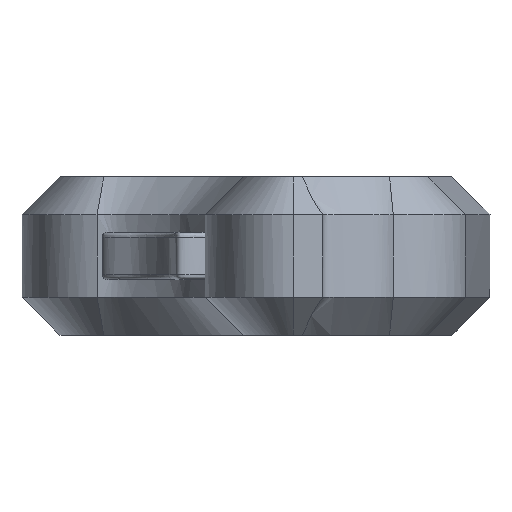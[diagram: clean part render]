
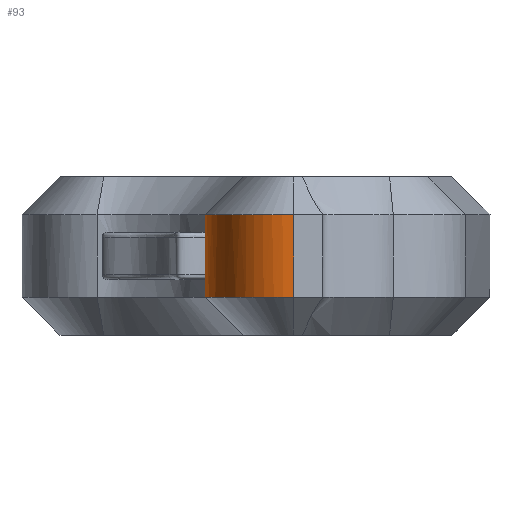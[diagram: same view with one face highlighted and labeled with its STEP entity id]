
A CAD part, front view. The second image highlights one B-rep face of the part: STEP entity #93.
In plain terms, the highlighted free-form (B-spline) face has degree [3, 1] with [5, 2] control points.
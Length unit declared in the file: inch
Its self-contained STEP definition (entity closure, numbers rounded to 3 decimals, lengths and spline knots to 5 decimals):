
#93 = ADVANCED_FACE ( 'NONE', ( #3606 ), #132, .F. ) ;
#132 = B_SPLINE_SURFACE_WITH_KNOTS ( 'NONE', 3, 1, ( 
 ( #5754, #7401 ),
 ( #2372, #2408 ),
 ( #1617, #7437 ),
 ( #10746, #704 ),
 ( #6561, #7301 ) ),
 .UNSPECIFIED., .F., .F., .F.,
 ( 4, 1, 4 ),
 ( 2, 2 ),
 ( 0., 0.68688, 1. ),
 ( 0., 1. ),
 .UNSPECIFIED. ) ;
#139 = CARTESIAN_POINT ( 'NONE',  ( -0.43383, 1.0645, -0.2175 ) ) ;
#248 = B_SPLINE_CURVE_WITH_KNOTS ( 'NONE', 3,
 ( #8342, #3315, #10802, #726, #2549 ),
 .UNSPECIFIED., .F., .F.,
 ( 4, 1, 4 ),
 ( 0., 0.31312, 1. ),
 .UNSPECIFIED. ) ;
#366 = VERTEX_POINT ( 'NONE', #9116 ) ;
#402 = EDGE_CURVE ( 'NONE', #6190, #366, #4244, .T. ) ;
#704 = CARTESIAN_POINT ( 'NONE',  ( -0.19227, 0.00718, -0.2175 ) ) ;
#726 = CARTESIAN_POINT ( 'NONE',  ( -0.43383, 1.0645, 0.2175 ) ) ;
#805 = CARTESIAN_POINT ( 'NONE',  ( -0.46603, 1.41858, 0.4175 ) ) ;
#881 = ORIENTED_EDGE ( 'NONE', *, *, #5138, .T. ) ;
#1093 = B_SPLINE_CURVE_WITH_KNOTS ( 'NONE', 3,
 ( #4287, #139, #8846, #2827, #3088 ),
 .UNSPECIFIED., .F., .F.,
 ( 4, 1, 4 ),
 ( 0., 0.68688, 1. ),
 .UNSPECIFIED. ) ;
#1617 = CARTESIAN_POINT ( 'NONE',  ( -0.55652, 0.47616, 0.2175 ) ) ;
#1638 = CARTESIAN_POINT ( 'NONE',  ( 0., 0., 0.2175 ) ) ;
#2363 = ORIENTED_EDGE ( 'NONE', *, *, #6765, .T. ) ;
#2365 = DIRECTION ( 'NONE',  ( 0., 0., -1. ) ) ;
#2372 = CARTESIAN_POINT ( 'NONE',  ( -0.43383, 1.0645, 0.2175 ) ) ;
#2408 = CARTESIAN_POINT ( 'NONE',  ( -0.43383, 1.0645, -0.2175 ) ) ;
#2549 = CARTESIAN_POINT ( 'NONE',  ( -0.46603, 1.41858, 0.2175 ) ) ;
#2667 = DIRECTION ( 'NONE',  ( 0., 0., -1. ) ) ;
#2827 = CARTESIAN_POINT ( 'NONE',  ( -0.19227, 0.00718, -0.2175 ) ) ;
#3088 = CARTESIAN_POINT ( 'NONE',  ( 0., 0., -0.2175 ) ) ;
#3268 = EDGE_CURVE ( 'NONE', #9007, #366, #1093, .T. ) ;
#3315 = CARTESIAN_POINT ( 'NONE',  ( -0.19227, 0.00718, 0.2175 ) ) ;
#3606 = FACE_OUTER_BOUND ( 'NONE', #5589, .T. ) ;
#3979 = VECTOR ( 'NONE', #2667, 39.37008 ) ;
#4244 = LINE ( 'NONE', #9978, #3979 ) ;
#4287 = CARTESIAN_POINT ( 'NONE',  ( -0.46603, 1.41858, -0.2175 ) ) ;
#5138 = EDGE_CURVE ( 'NONE', #8254, #9007, #7605, .T. ) ;
#5385 = VECTOR ( 'NONE', #2365, 39.37008 ) ;
#5589 = EDGE_LOOP ( 'NONE', ( #881, #6682, #7102, #2363 ) ) ;
#5754 = CARTESIAN_POINT ( 'NONE',  ( -0.46603, 1.41858, 0.2175 ) ) ;
#6190 = VERTEX_POINT ( 'NONE', #1638 ) ;
#6561 = CARTESIAN_POINT ( 'NONE',  ( 0., 0., 0.2175 ) ) ;
#6682 = ORIENTED_EDGE ( 'NONE', *, *, #3268, .T. ) ;
#6765 = EDGE_CURVE ( 'NONE', #6190, #8254, #248, .T. ) ;
#7093 = CARTESIAN_POINT ( 'NONE',  ( -0.46603, 1.41858, -0.2175 ) ) ;
#7102 = ORIENTED_EDGE ( 'NONE', *, *, #402, .F. ) ;
#7301 = CARTESIAN_POINT ( 'NONE',  ( 0., 0., -0.2175 ) ) ;
#7401 = CARTESIAN_POINT ( 'NONE',  ( -0.46603, 1.41858, -0.2175 ) ) ;
#7437 = CARTESIAN_POINT ( 'NONE',  ( -0.55652, 0.47616, -0.2175 ) ) ;
#7455 = CARTESIAN_POINT ( 'NONE',  ( -0.46603, 1.41858, 0.2175 ) ) ;
#7605 = LINE ( 'NONE', #805, #5385 ) ;
#8254 = VERTEX_POINT ( 'NONE', #7455 ) ;
#8342 = CARTESIAN_POINT ( 'NONE',  ( 0., 0., 0.2175 ) ) ;
#8846 = CARTESIAN_POINT ( 'NONE',  ( -0.55652, 0.47616, -0.2175 ) ) ;
#9007 = VERTEX_POINT ( 'NONE', #7093 ) ;
#9116 = CARTESIAN_POINT ( 'NONE',  ( 0., 0., -0.2175 ) ) ;
#9978 = CARTESIAN_POINT ( 'NONE',  ( 0., 0., 0.4175 ) ) ;
#10746 = CARTESIAN_POINT ( 'NONE',  ( -0.19227, 0.00718, 0.2175 ) ) ;
#10802 = CARTESIAN_POINT ( 'NONE',  ( -0.55652, 0.47616, 0.2175 ) ) ;
